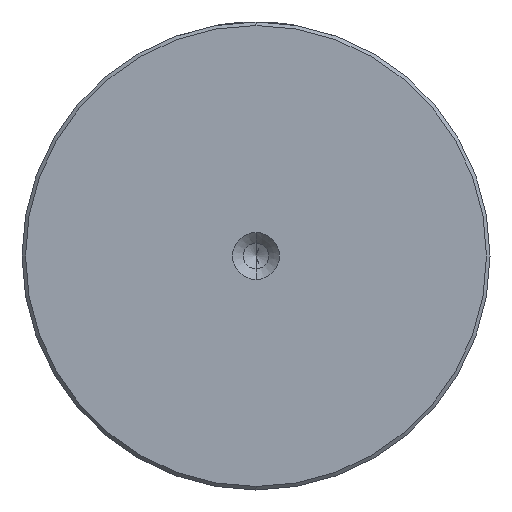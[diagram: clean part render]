
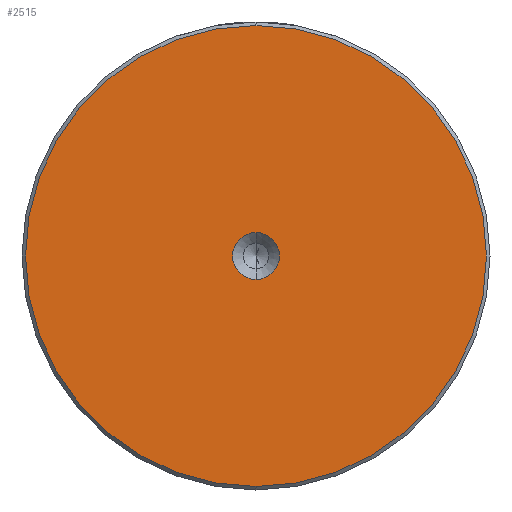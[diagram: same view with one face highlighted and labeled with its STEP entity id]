
A CAD part, left-side view. The second image highlights one B-rep face of the part: STEP entity #2515.
In plain terms, the highlighted planar face has unit normal (-1, 0, 0).
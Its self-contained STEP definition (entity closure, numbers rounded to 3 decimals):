
#91 = FACE_BOUND ( 'NONE', #932, .T. ) ;
#112 = DIRECTION ( 'NONE',  ( 0., 0., 1. ) ) ;
#123 = DIRECTION ( 'NONE',  ( -1., 0., 0. ) ) ;
#130 = CARTESIAN_POINT ( 'NONE',  ( 0., 0., 0. ) ) ;
#406 = EDGE_CURVE ( 'NONE', #578, #2525, #1391, .T. ) ;
#421 = ORIENTED_EDGE ( 'NONE', *, *, #1342, .F. ) ;
#484 = EDGE_CURVE ( 'NONE', #1852, #2095, #2474, .T. ) ;
#578 = VERTEX_POINT ( 'NONE', #2099 ) ;
#588 = EDGE_LOOP ( 'NONE', ( #1216, #1915 ) ) ;
#711 = AXIS2_PLACEMENT_3D ( 'NONE', #1067, #2398, #1263 ) ;
#817 = ORIENTED_EDGE ( 'NONE', *, *, #484, .F. ) ;
#920 = PLANE ( 'NONE',  #1774 ) ;
#932 = EDGE_LOOP ( 'NONE', ( #421, #817 ) ) ;
#981 = CARTESIAN_POINT ( 'NONE',  ( 0., 0., 0. ) ) ;
#1067 = CARTESIAN_POINT ( 'NONE',  ( 0., 0., 0. ) ) ;
#1113 = CARTESIAN_POINT ( 'NONE',  ( 0., 0., 0. ) ) ;
#1121 = DIRECTION ( 'NONE',  ( -1., 0., 0. ) ) ;
#1175 = DIRECTION ( 'NONE',  ( 0., 0., 1. ) ) ;
#1216 = ORIENTED_EDGE ( 'NONE', *, *, #406, .T. ) ;
#1239 = CARTESIAN_POINT ( 'NONE',  ( 0., 0., 3.3 ) ) ;
#1263 = DIRECTION ( 'NONE',  ( 0., 0., 1. ) ) ;
#1342 = EDGE_CURVE ( 'NONE', #2095, #1852, #2322, .T. ) ;
#1391 = CIRCLE ( 'NONE', #1877, 32.5 ) ;
#1451 = CIRCLE ( 'NONE', #2394, 32.5 ) ;
#1465 = EDGE_CURVE ( 'NONE', #2525, #578, #1451, .T. ) ;
#1679 = CARTESIAN_POINT ( 'NONE',  ( 0., 0., 32.5 ) ) ;
#1774 = AXIS2_PLACEMENT_3D ( 'NONE', #1113, #1121, #2460 ) ;
#1852 = VERTEX_POINT ( 'NONE', #1856 ) ;
#1856 = CARTESIAN_POINT ( 'NONE',  ( 0., 0., -3.3 ) ) ;
#1877 = AXIS2_PLACEMENT_3D ( 'NONE', #130, #123, #112 ) ;
#1915 = ORIENTED_EDGE ( 'NONE', *, *, #1465, .T. ) ;
#2095 = VERTEX_POINT ( 'NONE', #1239 ) ;
#2099 = CARTESIAN_POINT ( 'NONE',  ( 0., 0., -32.5 ) ) ;
#2205 = DIRECTION ( 'NONE',  ( 0., 0., 1. ) ) ;
#2212 = DIRECTION ( 'NONE',  ( -1., 0., 0. ) ) ;
#2250 = FACE_OUTER_BOUND ( 'NONE', #588, .T. ) ;
#2267 = AXIS2_PLACEMENT_3D ( 'NONE', #2382, #2212, #2205 ) ;
#2309 = DIRECTION ( 'NONE',  ( -1., 0., 0. ) ) ;
#2322 = CIRCLE ( 'NONE', #711, 3.3 ) ;
#2382 = CARTESIAN_POINT ( 'NONE',  ( 0., 0., 0. ) ) ;
#2394 = AXIS2_PLACEMENT_3D ( 'NONE', #981, #2309, #1175 ) ;
#2398 = DIRECTION ( 'NONE',  ( -1., 0., 0. ) ) ;
#2460 = DIRECTION ( 'NONE',  ( 0., 0., 1. ) ) ;
#2474 = CIRCLE ( 'NONE', #2267, 3.3 ) ;
#2515 = ADVANCED_FACE ( 'NONE', ( #2250, #91 ), #920, .T. ) ;
#2525 = VERTEX_POINT ( 'NONE', #1679 ) ;
